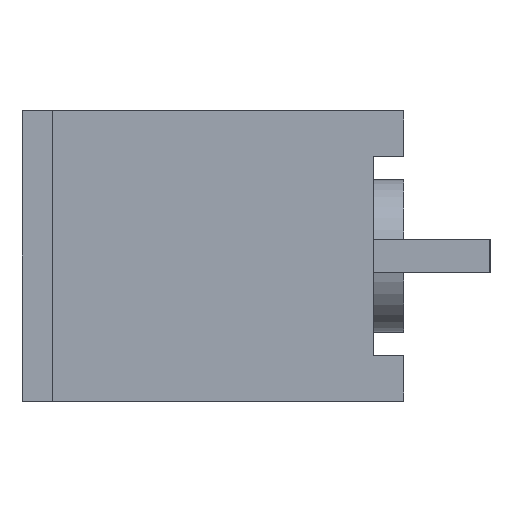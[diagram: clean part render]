
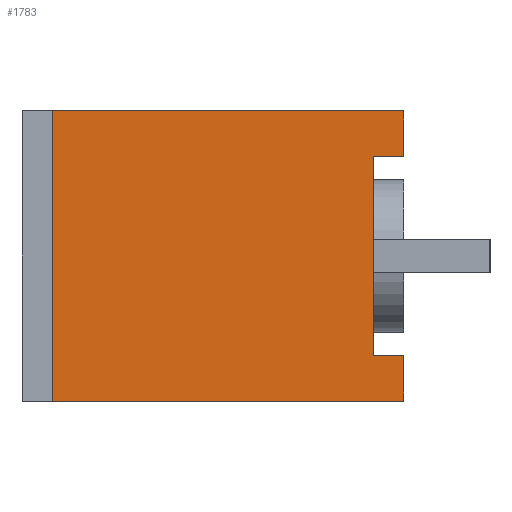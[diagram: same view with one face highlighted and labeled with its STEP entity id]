
A CAD part, left-side view. The second image highlights one B-rep face of the part: STEP entity #1783.
In plain terms, the highlighted planar face has unit normal (-1, 0, 0).
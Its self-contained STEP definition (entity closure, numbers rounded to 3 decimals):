
#42 = LINE ( 'NONE', #4517, #5196 ) ;
#90 = EDGE_CURVE ( 'NONE', #3804, #633, #1622, .T. ) ;
#92 = VERTEX_POINT ( 'NONE', #2365 ) ;
#228 = AXIS2_PLACEMENT_3D ( 'NONE', #595, #4103, #1119 ) ;
#321 = EDGE_CURVE ( 'NONE', #5589, #2109, #4574, .T. ) ;
#486 = VECTOR ( 'NONE', #1331, 1000. ) ;
#564 = CARTESIAN_POINT ( 'NONE',  ( -12.25, 11.5, -4.75 ) ) ;
#595 = CARTESIAN_POINT ( 'NONE',  ( -12.25, 0., -4.75 ) ) ;
#633 = VERTEX_POINT ( 'NONE', #4032 ) ;
#752 = CARTESIAN_POINT ( 'NONE',  ( -12.25, 0., 3.25 ) ) ;
#789 = CARTESIAN_POINT ( 'NONE',  ( -12.25, 0., -4.75 ) ) ;
#823 = CARTESIAN_POINT ( 'NONE',  ( -12.25, 0., 3.25 ) ) ;
#947 = EDGE_LOOP ( 'NONE', ( #2638, #5622, #4537, #2614, #4986, #1874, #3034, #6162 ) ) ;
#969 = VERTEX_POINT ( 'NONE', #2231 ) ;
#1023 = VERTEX_POINT ( 'NONE', #3322 ) ;
#1119 = DIRECTION ( 'NONE',  ( 0., 0., 1. ) ) ;
#1331 = DIRECTION ( 'NONE',  ( 0., -1., 0. ) ) ;
#1390 = CARTESIAN_POINT ( 'NONE',  ( -12.25, 1., -0.473 ) ) ;
#1444 = EDGE_CURVE ( 'NONE', #6086, #5589, #3631, .T. ) ;
#1540 = DIRECTION ( 'NONE',  ( 0., -1., 0. ) ) ;
#1585 = DIRECTION ( 'NONE',  ( 0., 0., -1. ) ) ;
#1622 = LINE ( 'NONE', #5856, #2932 ) ;
#1723 = VECTOR ( 'NONE', #3449, 1000. ) ;
#1724 = FACE_OUTER_BOUND ( 'NONE', #947, .T. ) ;
#1783 = ADVANCED_FACE ( 'NONE', ( #1724 ), #3090, .T. ) ;
#1874 = ORIENTED_EDGE ( 'NONE', *, *, #321, .T. ) ;
#2021 = DIRECTION ( 'NONE',  ( 0., 1., 0. ) ) ;
#2109 = VERTEX_POINT ( 'NONE', #2227 ) ;
#2227 = CARTESIAN_POINT ( 'NONE',  ( -12.25, 0., 4.75 ) ) ;
#2230 = VECTOR ( 'NONE', #1585, 1000. ) ;
#2231 = CARTESIAN_POINT ( 'NONE',  ( -12.25, 11.5, 4.75 ) ) ;
#2365 = CARTESIAN_POINT ( 'NONE',  ( -12.25, 11.5, -4.75 ) ) ;
#2433 = EDGE_CURVE ( 'NONE', #1023, #6086, #5297, .T. ) ;
#2504 = CARTESIAN_POINT ( 'NONE',  ( -12.25, 1., 3.25 ) ) ;
#2614 = ORIENTED_EDGE ( 'NONE', *, *, #2433, .T. ) ;
#2636 = VECTOR ( 'NONE', #5923, 1000. ) ;
#2638 = ORIENTED_EDGE ( 'NONE', *, *, #5363, .T. ) ;
#2718 = EDGE_CURVE ( 'NONE', #969, #92, #6226, .T. ) ;
#2925 = CARTESIAN_POINT ( 'NONE',  ( -12.25, 0., 4.75 ) ) ;
#2932 = VECTOR ( 'NONE', #3080, 1000. ) ;
#3034 = ORIENTED_EDGE ( 'NONE', *, *, #6038, .T. ) ;
#3075 = LINE ( 'NONE', #2925, #1723 ) ;
#3080 = DIRECTION ( 'NONE',  ( 0., 0., 1. ) ) ;
#3090 = PLANE ( 'NONE',  #228 ) ;
#3237 = EDGE_CURVE ( 'NONE', #633, #1023, #42, .T. ) ;
#3322 = CARTESIAN_POINT ( 'NONE',  ( -12.25, 1., -3.25 ) ) ;
#3449 = DIRECTION ( 'NONE',  ( 0., 1., 0. ) ) ;
#3631 = LINE ( 'NONE', #823, #486 ) ;
#3804 = VERTEX_POINT ( 'NONE', #789 ) ;
#4032 = CARTESIAN_POINT ( 'NONE',  ( -12.25, 0., -3.25 ) ) ;
#4103 = DIRECTION ( 'NONE',  ( -1., 0., 0. ) ) ;
#4517 = CARTESIAN_POINT ( 'NONE',  ( -12.25, 0., -3.25 ) ) ;
#4537 = ORIENTED_EDGE ( 'NONE', *, *, #3237, .T. ) ;
#4574 = LINE ( 'NONE', #5247, #5905 ) ;
#4986 = ORIENTED_EDGE ( 'NONE', *, *, #1444, .T. ) ;
#5033 = CARTESIAN_POINT ( 'NONE',  ( -12.25, 0., -4.75 ) ) ;
#5196 = VECTOR ( 'NONE', #2021, 1000. ) ;
#5226 = DIRECTION ( 'NONE',  ( 0., 0., 1. ) ) ;
#5247 = CARTESIAN_POINT ( 'NONE',  ( -12.25, 0., -4.75 ) ) ;
#5297 = LINE ( 'NONE', #1390, #2636 ) ;
#5363 = EDGE_CURVE ( 'NONE', #92, #3804, #5972, .T. ) ;
#5589 = VERTEX_POINT ( 'NONE', #752 ) ;
#5622 = ORIENTED_EDGE ( 'NONE', *, *, #90, .T. ) ;
#5805 = VECTOR ( 'NONE', #1540, 1000. ) ;
#5856 = CARTESIAN_POINT ( 'NONE',  ( -12.25, 0., -4.75 ) ) ;
#5905 = VECTOR ( 'NONE', #5226, 1000. ) ;
#5923 = DIRECTION ( 'NONE',  ( 0., 0., 1. ) ) ;
#5972 = LINE ( 'NONE', #5033, #5805 ) ;
#6038 = EDGE_CURVE ( 'NONE', #2109, #969, #3075, .T. ) ;
#6086 = VERTEX_POINT ( 'NONE', #2504 ) ;
#6162 = ORIENTED_EDGE ( 'NONE', *, *, #2718, .T. ) ;
#6226 = LINE ( 'NONE', #564, #2230 ) ;
